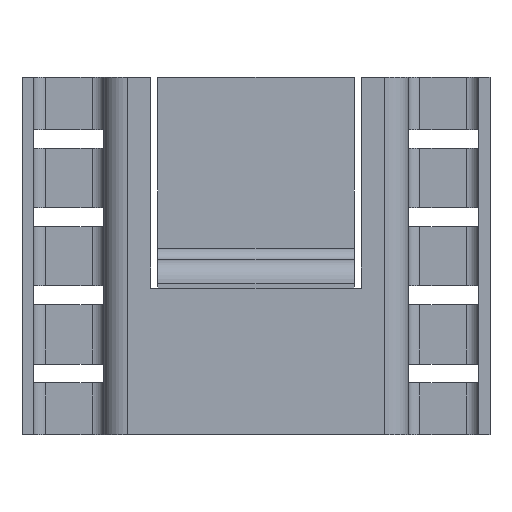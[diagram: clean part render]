
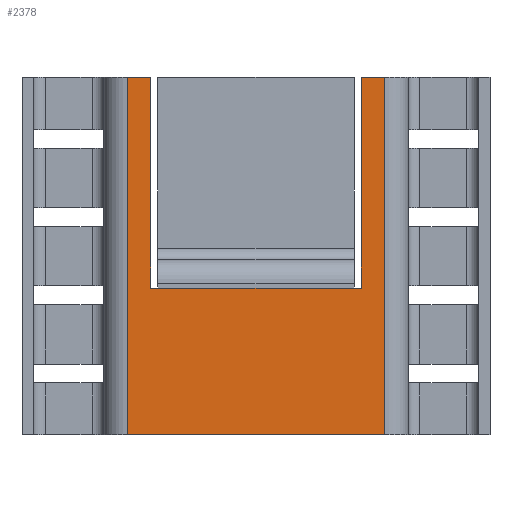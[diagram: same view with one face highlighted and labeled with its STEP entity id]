
A CAD part, front view. The second image highlights one B-rep face of the part: STEP entity #2378.
In plain terms, the highlighted planar face has unit normal (0, -1, 0).
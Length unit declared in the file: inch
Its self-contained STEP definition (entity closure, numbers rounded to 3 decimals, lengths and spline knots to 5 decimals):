
#211 = DIRECTION ( 'NONE',  ( 1., 0., 0. ) ) ;
#268 = CARTESIAN_POINT ( 'NONE',  ( -0.225, -0.025, 0.3815 ) ) ;
#351 = EDGE_CURVE ( 'NONE', #3425, #3045, #1801, .T. ) ;
#357 = LINE ( 'NONE', #1956, #2408 ) ;
#408 = LINE ( 'NONE', #4077, #1391 ) ;
#524 = EDGE_CURVE ( 'NONE', #3634, #602, #4548, .T. ) ;
#563 = VECTOR ( 'NONE', #1207, 39.37008 ) ;
#602 = VERTEX_POINT ( 'NONE', #268 ) ;
#610 = ORIENTED_EDGE ( 'NONE', *, *, #3180, .F. ) ;
#686 = LINE ( 'NONE', #4699, #4843 ) ;
#852 = EDGE_CURVE ( 'NONE', #4862, #1292, #2881, .T. ) ;
#941 = CARTESIAN_POINT ( 'NONE',  ( -0.275, -0.025, 0.3815 ) ) ;
#1083 = ORIENTED_EDGE ( 'NONE', *, *, #852, .F. ) ;
#1087 = FACE_OUTER_BOUND ( 'NONE', #3403, .T. ) ;
#1117 = DIRECTION ( 'NONE',  ( 0., 1., 0. ) ) ;
#1207 = DIRECTION ( 'NONE',  ( 1., 0., 0. ) ) ;
#1247 = DIRECTION ( 'NONE',  ( 0., 0., -1. ) ) ;
#1292 = VERTEX_POINT ( 'NONE', #3568 ) ;
#1378 = CARTESIAN_POINT ( 'NONE',  ( 0.225, -0.025, -0.0685 ) ) ;
#1391 = VECTOR ( 'NONE', #2400, 39.37008 ) ;
#1480 = VECTOR ( 'NONE', #4487, 39.37008 ) ;
#1485 = AXIS2_PLACEMENT_3D ( 'NONE', #2681, #1117, #5108 ) ;
#1519 = LINE ( 'NONE', #4359, #563 ) ;
#1543 = DIRECTION ( 'NONE',  ( 0., 0., -1. ) ) ;
#1601 = ORIENTED_EDGE ( 'NONE', *, *, #351, .F. ) ;
#1801 = LINE ( 'NONE', #1378, #2478 ) ;
#1917 = CARTESIAN_POINT ( 'NONE',  ( 0.275, -0.025, -0.3815 ) ) ;
#1936 = EDGE_CURVE ( 'NONE', #3045, #4862, #408, .T. ) ;
#1956 = CARTESIAN_POINT ( 'NONE',  ( -0.275, -0.025, 0.3815 ) ) ;
#2026 = ORIENTED_EDGE ( 'NONE', *, *, #2623, .T. ) ;
#2038 = EDGE_CURVE ( 'NONE', #3634, #4377, #357, .T. ) ;
#2084 = CARTESIAN_POINT ( 'NONE',  ( 0.225, -0.025, 0.3815 ) ) ;
#2378 = ADVANCED_FACE ( 'NONE', ( #1087 ), #4263, .F. ) ;
#2400 = DIRECTION ( 'NONE',  ( 0., 0., 1. ) ) ;
#2408 = VECTOR ( 'NONE', #3561, 39.37008 ) ;
#2478 = VECTOR ( 'NONE', #4162, 39.37008 ) ;
#2529 = CARTESIAN_POINT ( 'NONE',  ( -0.3, -0.025, 0.3815 ) ) ;
#2572 = VERTEX_POINT ( 'NONE', #1917 ) ;
#2582 = ORIENTED_EDGE ( 'NONE', *, *, #524, .F. ) ;
#2623 = EDGE_CURVE ( 'NONE', #4377, #2572, #1519, .T. ) ;
#2660 = ORIENTED_EDGE ( 'NONE', *, *, #1936, .F. ) ;
#2681 = CARTESIAN_POINT ( 'NONE',  ( -0.3, -0.025, 0.3815 ) ) ;
#2881 = LINE ( 'NONE', #4938, #1480 ) ;
#2915 = CARTESIAN_POINT ( 'NONE',  ( -0.225, -0.025, 0.3815 ) ) ;
#3003 = ORIENTED_EDGE ( 'NONE', *, *, #3793, .F. ) ;
#3045 = VERTEX_POINT ( 'NONE', #4371 ) ;
#3064 = VECTOR ( 'NONE', #211, 39.37008 ) ;
#3071 = CARTESIAN_POINT ( 'NONE',  ( -0.225, -0.025, -0.0685 ) ) ;
#3180 = EDGE_CURVE ( 'NONE', #602, #3425, #3663, .T. ) ;
#3403 = EDGE_LOOP ( 'NONE', ( #1601, #610, #2582, #4916, #2026, #3003, #1083, #2660 ) ) ;
#3425 = VERTEX_POINT ( 'NONE', #3071 ) ;
#3561 = DIRECTION ( 'NONE',  ( 0., 0., -1. ) ) ;
#3568 = CARTESIAN_POINT ( 'NONE',  ( 0.275, -0.025, 0.3815 ) ) ;
#3634 = VERTEX_POINT ( 'NONE', #941 ) ;
#3663 = LINE ( 'NONE', #2915, #4817 ) ;
#3793 = EDGE_CURVE ( 'NONE', #1292, #2572, #686, .T. ) ;
#4077 = CARTESIAN_POINT ( 'NONE',  ( 0.225, -0.025, 0.3815 ) ) ;
#4162 = DIRECTION ( 'NONE',  ( 1., 0., 0. ) ) ;
#4263 = PLANE ( 'NONE',  #1485 ) ;
#4359 = CARTESIAN_POINT ( 'NONE',  ( -0.3, -0.025, -0.3815 ) ) ;
#4371 = CARTESIAN_POINT ( 'NONE',  ( 0.225, -0.025, -0.0685 ) ) ;
#4377 = VERTEX_POINT ( 'NONE', #4674 ) ;
#4487 = DIRECTION ( 'NONE',  ( 1., 0., 0. ) ) ;
#4548 = LINE ( 'NONE', #2529, #3064 ) ;
#4674 = CARTESIAN_POINT ( 'NONE',  ( -0.275, -0.025, -0.3815 ) ) ;
#4699 = CARTESIAN_POINT ( 'NONE',  ( 0.275, -0.025, 0.3815 ) ) ;
#4817 = VECTOR ( 'NONE', #1247, 39.37008 ) ;
#4843 = VECTOR ( 'NONE', #1543, 39.37008 ) ;
#4862 = VERTEX_POINT ( 'NONE', #2084 ) ;
#4916 = ORIENTED_EDGE ( 'NONE', *, *, #2038, .T. ) ;
#4938 = CARTESIAN_POINT ( 'NONE',  ( -0.3, -0.025, 0.3815 ) ) ;
#5108 = DIRECTION ( 'NONE',  ( -1., 0., 0. ) ) ;
